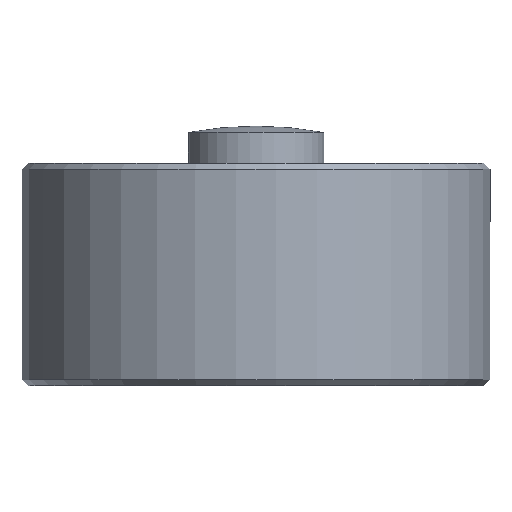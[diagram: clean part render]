
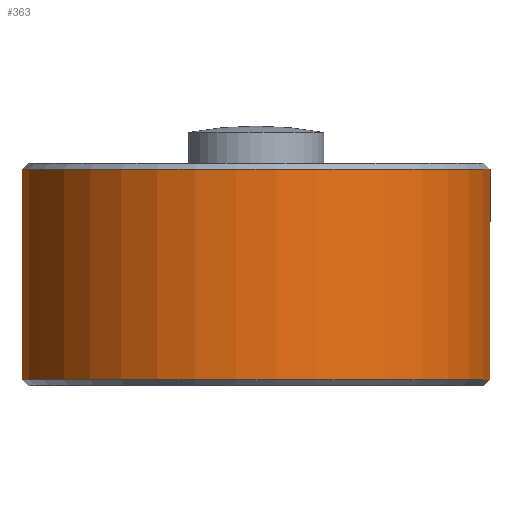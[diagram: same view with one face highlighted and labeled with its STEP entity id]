
A CAD part, front view. The second image highlights one B-rep face of the part: STEP entity #363.
In plain terms, the highlighted cylindrical face has radius 19 mm (diameter 38 mm), a full revolution.
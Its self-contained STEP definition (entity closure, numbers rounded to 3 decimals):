
#363 = ADVANCED_FACE( '', ( #788, #789, #790 ), #791, .T. );
#788 = FACE_BOUND( '', #1389, .T. );
#789 = FACE_OUTER_BOUND( '', #1390, .T. );
#790 = FACE_OUTER_BOUND( '', #1391, .T. );
#791 = CYLINDRICAL_SURFACE( '', #1392, 19. );
#1389 = EDGE_LOOP( '', ( #1955 ) );
#1390 = EDGE_LOOP( '', ( #1956 ) );
#1391 = EDGE_LOOP( '', ( #1957 ) );
#1392 = AXIS2_PLACEMENT_3D( '', #1958, #1959, #1960 );
#1955 = ORIENTED_EDGE( '', *, *, #2105, .T. );
#1956 = ORIENTED_EDGE( '', *, *, #2130, .T. );
#1957 = ORIENTED_EDGE( '', *, *, #2060, .T. );
#1958 = CARTESIAN_POINT( '', ( 0., 0., 13.5 ) );
#1959 = DIRECTION( '', ( 0., 0., -1. ) );
#1960 = DIRECTION( '', ( 0.707, -0.707, 0. ) );
#2060 = EDGE_CURVE( '', #2160, #2160, #2161, .T. );
#2105 = EDGE_CURVE( '', #2223, #2223, #2224, .T. );
#2130 = EDGE_CURVE( '', #2251, #2251, #2252, .T. );
#2160 = VERTEX_POINT( '', #2282 );
#2161 = CIRCLE( '', #2283, 19. );
#2223 = VERTEX_POINT( '', #2345 );
#2224 = B_SPLINE_CURVE_WITH_KNOTS( '', 3, ( #2346, #2347, #2348, #2349, #2350, #2351, #2352, #2353, #2354, #2355, #2356, #2357, #2358, #2359, #2360, #2361, #2362, #2363, #2364, #2365, #2366, #2367, #2368, #2369, #2370, #2371, #2372, #2373, #2374, #2375, #2376, #2377, #2378, #2379, #2380, #2381, #2382, #2383, #2384, #2385, #2386, #2387, #2388, #2389, #2390, #2391, #2392, #2393, #2394, #2395, #2396, #2397, #2398, #2399, #2400, #2401, #2402, #2403, #2404, #2405, #2406, #2407, #2408, #2409, #2410, #2411 ), .UNSPECIFIED., .T., .F., ( 2, 2, 2, 2, 2, 2, 2, 2, 2, 2, 2, 2, 2, 2, 2, 2, 2, 2, 2, 2, 2, 2, 2, 2, 2, 2, 2, 2, 2, 2, 2, 2, 2, 2, 2 ), ( -0.001, 0., 0.001, 0.002, 0.002, 0.003, 0.004, 0.005, 0.005, 0.006, 0.007, 0.008, 0.009, 0.009, 0.01, 0.011, 0.012, 0.013, 0.013, 0.014, 0.015, 0.016, 0.016, 0.017, 0.018, 0.019, 0.02, 0.02, 0.021, 0.022, 0.023, 0.024, 0.024, 0.025, 0.026 ), .UNSPECIFIED. );
#2251 = VERTEX_POINT( '', #2438 );
#2252 = CIRCLE( '', #2439, 19. );
#2282 = CARTESIAN_POINT( '', ( -13.435, 13.435, 17.5 ) );
#2283 = AXIS2_PLACEMENT_3D( '', #2465, #2466, #2467 );
#2345 = CARTESIAN_POINT( '', ( 0., 19., 11.5 ) );
#2346 = CARTESIAN_POINT( '', ( 0.265, 19., 11.5 ) );
#2347 = CARTESIAN_POINT( '', ( -0.265, 19., 11.5 ) );
#2348 = CARTESIAN_POINT( '', ( -0.526, 18.994, 11.474 ) );
#2349 = CARTESIAN_POINT( '', ( -1.038, 18.973, 11.372 ) );
#2350 = CARTESIAN_POINT( '', ( -1.292, 18.958, 11.295 ) );
#2351 = CARTESIAN_POINT( '', ( -1.776, 18.918, 11.094 ) );
#2352 = CARTESIAN_POINT( '', ( -2.006, 18.895, 10.971 ) );
#2353 = CARTESIAN_POINT( '', ( -2.44, 18.844, 10.68 ) );
#2354 = CARTESIAN_POINT( '', ( -2.645, 18.816, 10.512 ) );
#2355 = CARTESIAN_POINT( '', ( -3.013, 18.761, 10.144 ) );
#2356 = CARTESIAN_POINT( '', ( -3.178, 18.733, 9.943 ) );
#2357 = CARTESIAN_POINT( '', ( -3.47, 18.681, 9.506 ) );
#2358 = CARTESIAN_POINT( '', ( -3.594, 18.657, 9.275 ) );
#2359 = CARTESIAN_POINT( '', ( -3.794, 18.618, 8.794 ) );
#2360 = CARTESIAN_POINT( '', ( -3.871, 18.602, 8.541 ) );
#2361 = CARTESIAN_POINT( '', ( -3.974, 18.58, 8.024 ) );
#2362 = CARTESIAN_POINT( '', ( -4., 18.574, 7.764 ) );
#2363 = CARTESIAN_POINT( '', ( -4., 18.574, 7.241 ) );
#2364 = CARTESIAN_POINT( '', ( -3.974, 18.58, 6.975 ) );
#2365 = CARTESIAN_POINT( '', ( -3.872, 18.601, 6.461 ) );
#2366 = CARTESIAN_POINT( '', ( -3.796, 18.617, 6.212 ) );
#2367 = CARTESIAN_POINT( '', ( -3.595, 18.657, 5.726 ) );
#2368 = CARTESIAN_POINT( '', ( -3.47, 18.681, 5.493 ) );
#2369 = CARTESIAN_POINT( '', ( -3.181, 18.732, 5.061 ) );
#2370 = CARTESIAN_POINT( '', ( -3.015, 18.76, 4.858 ) );
#2371 = CARTESIAN_POINT( '', ( -2.643, 18.816, 4.486 ) );
#2372 = CARTESIAN_POINT( '', ( -2.442, 18.844, 4.321 ) );
#2373 = CARTESIAN_POINT( '', ( -2.01, 18.895, 4.032 ) );
#2374 = CARTESIAN_POINT( '', ( -1.775, 18.918, 3.906 ) );
#2375 = CARTESIAN_POINT( '', ( -1.292, 18.958, 3.705 ) );
#2376 = CARTESIAN_POINT( '', ( -1.043, 18.973, 3.629 ) );
#2377 = CARTESIAN_POINT( '', ( -0.529, 18.994, 3.526 ) );
#2378 = CARTESIAN_POINT( '', ( -0.263, 19., 3.5 ) );
#2379 = CARTESIAN_POINT( '', ( 0.26, 19., 3.5 ) );
#2380 = CARTESIAN_POINT( '', ( 0.52, 18.995, 3.525 ) );
#2381 = CARTESIAN_POINT( '', ( 1.039, 18.973, 3.628 ) );
#2382 = CARTESIAN_POINT( '', ( 1.29, 18.958, 3.705 ) );
#2383 = CARTESIAN_POINT( '', ( 1.772, 18.919, 3.904 ) );
#2384 = CARTESIAN_POINT( '', ( 2.005, 18.895, 4.029 ) );
#2385 = CARTESIAN_POINT( '', ( 2.441, 18.844, 4.32 ) );
#2386 = CARTESIAN_POINT( '', ( 2.642, 18.816, 4.485 ) );
#2387 = CARTESIAN_POINT( '', ( 3.011, 18.761, 4.853 ) );
#2388 = CARTESIAN_POINT( '', ( 3.179, 18.733, 5.059 ) );
#2389 = CARTESIAN_POINT( '', ( 3.469, 18.681, 5.491 ) );
#2390 = CARTESIAN_POINT( '', ( 3.592, 18.658, 5.721 ) );
#2391 = CARTESIAN_POINT( '', ( 3.794, 18.618, 6.206 ) );
#2392 = CARTESIAN_POINT( '', ( 3.871, 18.602, 6.459 ) );
#2393 = CARTESIAN_POINT( '', ( 3.973, 18.58, 6.971 ) );
#2394 = CARTESIAN_POINT( '', ( 4., 18.574, 7.233 ) );
#2395 = CARTESIAN_POINT( '', ( 4., 18.574, 7.761 ) );
#2396 = CARTESIAN_POINT( '', ( 3.974, 18.58, 8.022 ) );
#2397 = CARTESIAN_POINT( '', ( 3.873, 18.601, 8.534 ) );
#2398 = CARTESIAN_POINT( '', ( 3.795, 18.617, 8.79 ) );
#2399 = CARTESIAN_POINT( '', ( 3.595, 18.657, 9.273 ) );
#2400 = CARTESIAN_POINT( '', ( 3.473, 18.681, 9.502 ) );
#2401 = CARTESIAN_POINT( '', ( 3.182, 18.732, 9.938 ) );
#2402 = CARTESIAN_POINT( '', ( 3.014, 18.76, 10.142 ) );
#2403 = CARTESIAN_POINT( '', ( 2.647, 18.816, 10.51 ) );
#2404 = CARTESIAN_POINT( '', ( 2.445, 18.843, 10.676 ) );
#2405 = CARTESIAN_POINT( '', ( 2.008, 18.895, 10.97 ) );
#2406 = CARTESIAN_POINT( '', ( 1.778, 18.918, 11.093 ) );
#2407 = CARTESIAN_POINT( '', ( 1.297, 18.957, 11.293 ) );
#2408 = CARTESIAN_POINT( '', ( 1.043, 18.973, 11.371 ) );
#2409 = CARTESIAN_POINT( '', ( 0.527, 18.994, 11.474 ) );
#2410 = CARTESIAN_POINT( '', ( 0.265, 19., 11.5 ) );
#2411 = CARTESIAN_POINT( '', ( -0.265, 19., 11.5 ) );
#2438 = CARTESIAN_POINT( '', ( 13.435, -13.435, 0.5 ) );
#2439 = AXIS2_PLACEMENT_3D( '', #2537, #2538, #2539 );
#2465 = CARTESIAN_POINT( '', ( 0., 0., 17.5 ) );
#2466 = DIRECTION( '', ( 0., 0., -1. ) );
#2467 = DIRECTION( '', ( -0.707, 0.707, 0. ) );
#2537 = CARTESIAN_POINT( '', ( 0., 0., 0.5 ) );
#2538 = DIRECTION( '', ( 0., 0., 1. ) );
#2539 = DIRECTION( '', ( 0.707, -0.707, 0. ) );
